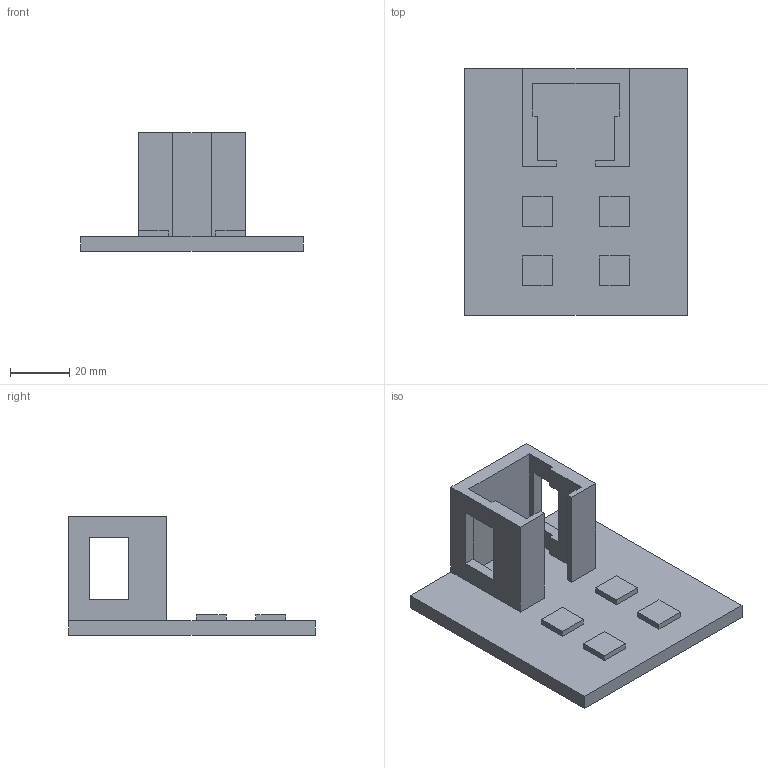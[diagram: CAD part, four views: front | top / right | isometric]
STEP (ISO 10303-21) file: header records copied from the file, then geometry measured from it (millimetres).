
FILE_DESCRIPTION (( 'STEP AP214' ), '1' );
FILE_NAME ('Sensorhalterung für Baugruppe 3.STEP', '2022-08-26T08:24:36', ( '' ), ( '' ), 'SwSTEP 2.0', 'SolidWorks 2022', '' );
FILE_SCHEMA (( 'AUTOMOTIVE_DESIGN' ));
Length unit declared in the file: millimetre
Products named in the file (1): Sensorhalterung für Baugruppe 3
Bounding box: 75 x 83 x 40 mm (x, y, z)
Volume: 45617 mm3; surface area: 21668 mm2
Topology: 1 solids, 1 shells, 52 faces, 144 edges, 96 vertices
Faces by surface type: plane 52
Entity records: 1670 total; most frequent: CARTESIAN_POINT 293, ORIENTED_EDGE 288, DIRECTION 250, EDGE_CURVE 144, LINE 144, VECTOR 144, VERTEX_POINT 96, EDGE_LOOP 58
